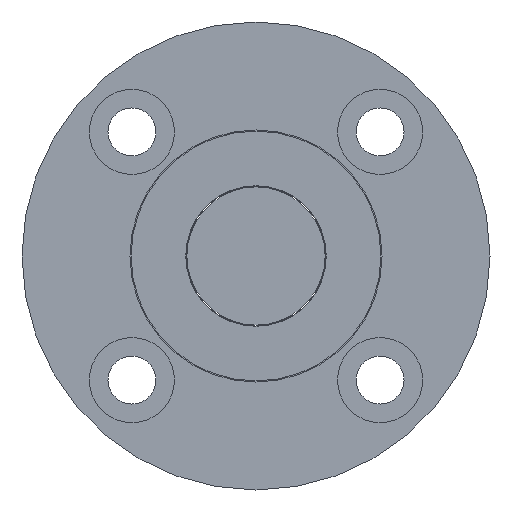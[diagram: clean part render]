
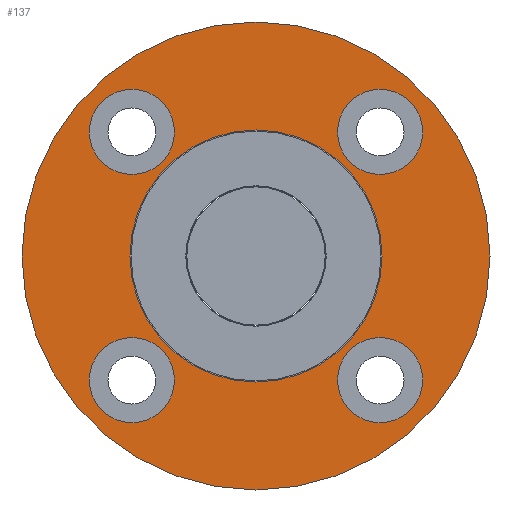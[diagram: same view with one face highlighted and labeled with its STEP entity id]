
A CAD part, left-side view. The second image highlights one B-rep face of the part: STEP entity #137.
In plain terms, the highlighted planar face has unit normal (-1, 0, 0).
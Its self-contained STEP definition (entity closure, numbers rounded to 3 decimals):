
#116=PLANE('',#524);
#137=ADVANCED_FACE('',(#203,#204,#205,#206,#207,#208),#116,.F.);
#203=FACE_BOUND('',#271,.T.);
#204=FACE_BOUND('',#272,.T.);
#205=FACE_BOUND('',#273,.T.);
#206=FACE_BOUND('',#274,.T.);
#207=FACE_BOUND('',#275,.T.);
#208=FACE_BOUND('',#276,.T.);
#271=EDGE_LOOP('',(#339));
#272=EDGE_LOOP('',(#340));
#273=EDGE_LOOP('',(#341));
#274=EDGE_LOOP('',(#342));
#275=EDGE_LOOP('',(#343));
#276=EDGE_LOOP('',(#344));
#339=ORIENTED_EDGE('',*,*,#431,.F.);
#340=ORIENTED_EDGE('',*,*,#432,.F.);
#341=ORIENTED_EDGE('',*,*,#433,.F.);
#342=ORIENTED_EDGE('',*,*,#434,.T.);
#343=ORIENTED_EDGE('',*,*,#435,.F.);
#344=ORIENTED_EDGE('',*,*,#436,.F.);
#397=VERTEX_POINT('',#745);
#398=VERTEX_POINT('',#747);
#399=VERTEX_POINT('',#749);
#400=VERTEX_POINT('',#751);
#401=VERTEX_POINT('',#753);
#402=VERTEX_POINT('',#755);
#431=EDGE_CURVE('',#397,#397,#465,.T.);
#432=EDGE_CURVE('',#398,#398,#466,.T.);
#433=EDGE_CURVE('',#399,#399,#467,.T.);
#434=EDGE_CURVE('',#400,#400,#468,.T.);
#435=EDGE_CURVE('',#401,#401,#469,.T.);
#436=EDGE_CURVE('',#402,#402,#470,.T.);
#465=CIRCLE('',#518,4.);
#466=CIRCLE('',#519,4.);
#467=CIRCLE('',#520,11.85);
#468=CIRCLE('',#521,22.);
#469=CIRCLE('',#522,4.);
#470=CIRCLE('',#523,4.);
#518=AXIS2_PLACEMENT_3D('',#744,#631,#632);
#519=AXIS2_PLACEMENT_3D('',#746,#633,#634);
#520=AXIS2_PLACEMENT_3D('',#748,#635,#636);
#521=AXIS2_PLACEMENT_3D('',#750,#637,#638);
#522=AXIS2_PLACEMENT_3D('',#752,#639,#640);
#523=AXIS2_PLACEMENT_3D('',#754,#641,#642);
#524=AXIS2_PLACEMENT_3D('',#756,#643,#644);
#631=DIRECTION('',(-1.,0.,0.));
#632=DIRECTION('',(0.,0.,-1.));
#633=DIRECTION('',(-1.,0.,0.));
#634=DIRECTION('',(0.,0.,-1.));
#635=DIRECTION('',(-1.,0.,0.));
#636=DIRECTION('',(0.,0.,1.));
#637=DIRECTION('',(-1.,0.,0.));
#638=DIRECTION('',(0.,0.,1.));
#639=DIRECTION('',(-1.,0.,0.));
#640=DIRECTION('',(0.,0.,-1.));
#641=DIRECTION('',(-1.,0.,0.));
#642=DIRECTION('',(0.,0.,-1.));
#643=DIRECTION('',(1.,0.,0.));
#644=DIRECTION('',(0.,0.,-1.));
#744=CARTESIAN_POINT('',(48.451,-11.667,-11.667));
#745=CARTESIAN_POINT('',(48.451,-11.667,-15.667));
#746=CARTESIAN_POINT('',(48.451,11.667,-11.667));
#747=CARTESIAN_POINT('',(48.451,11.667,-15.667));
#748=CARTESIAN_POINT('',(48.451,0.,0.));
#749=CARTESIAN_POINT('',(48.451,0.,11.85));
#750=CARTESIAN_POINT('',(48.451,0.,0.));
#751=CARTESIAN_POINT('',(48.451,0.,22.));
#752=CARTESIAN_POINT('',(48.451,11.667,11.667));
#753=CARTESIAN_POINT('',(48.451,11.667,7.667));
#754=CARTESIAN_POINT('',(48.451,-11.667,11.667));
#755=CARTESIAN_POINT('',(48.451,-11.667,7.667));
#756=CARTESIAN_POINT('',(48.451,22.,0.));
